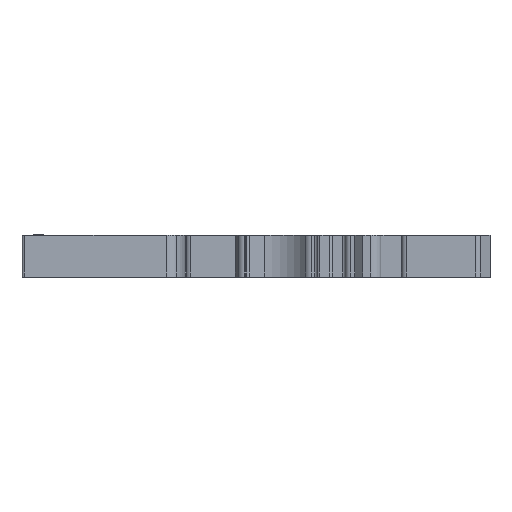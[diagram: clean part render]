
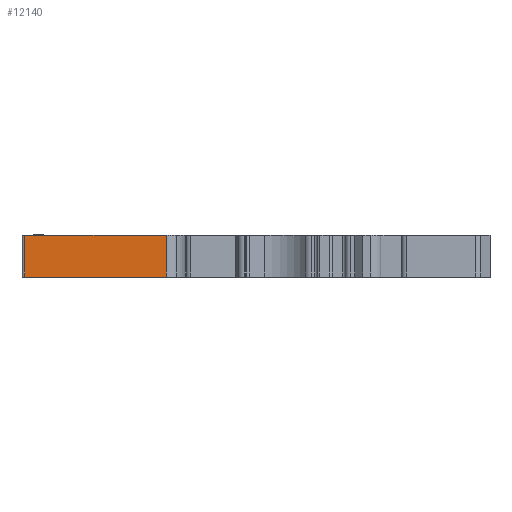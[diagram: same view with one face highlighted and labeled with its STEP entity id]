
A CAD part, front view. The second image highlights one B-rep face of the part: STEP entity #12140.
In plain terms, the highlighted planar face has unit normal (0, -1, 0).
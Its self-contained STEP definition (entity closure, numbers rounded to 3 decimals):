
#859=LINE('',#17257,#1852);
#860=LINE('',#17261,#1853);
#861=LINE('',#17263,#1854);
#862=LINE('',#17265,#1855);
#1852=VECTOR('',#14576,1000.);
#1853=VECTOR('',#14581,1000.);
#1854=VECTOR('',#14582,1000.);
#1855=VECTOR('',#14583,1000.);
#3709=ORIENTED_EDGE('',*,*,#5615,.F.);
#3710=ORIENTED_EDGE('',*,*,#5616,.F.);
#3711=ORIENTED_EDGE('',*,*,#5617,.T.);
#3712=ORIENTED_EDGE('',*,*,#5613,.T.);
#5613=EDGE_CURVE('',#6654,#6653,#859,.T.);
#5615=EDGE_CURVE('',#6655,#6653,#860,.T.);
#5616=EDGE_CURVE('',#6656,#6655,#861,.T.);
#5617=EDGE_CURVE('',#6656,#6654,#862,.T.);
#6653=VERTEX_POINT('',#17256);
#6654=VERTEX_POINT('',#17258);
#6655=VERTEX_POINT('',#17262);
#6656=VERTEX_POINT('',#17264);
#7514=EDGE_LOOP('',(#3709,#3710,#3711,#3712));
#8031=FACE_BOUND('',#7514,.T.);
#8452=PLANE('',#12764);
#12140=ADVANCED_FACE('',(#8031),#8452,.T.);
#12764=AXIS2_PLACEMENT_3D('',#17260,#14579,#14580);
#14576=DIRECTION('',(0.,0.,-1.));
#14579=DIRECTION('',(0.,-1.,0.));
#14580=DIRECTION('',(1.,0.,0.));
#14581=DIRECTION('',(-1.,0.,0.));
#14582=DIRECTION('',(0.,0.,-1.));
#14583=DIRECTION('',(-1.,0.,0.));
#17256=CARTESIAN_POINT('',(-42.802,-6.45,-4.05));
#17257=CARTESIAN_POINT('',(-42.802,-6.45,4.05));
#17258=CARTESIAN_POINT('',(-42.802,-6.45,4.05));
#17260=CARTESIAN_POINT('',(-15.433,-6.45,4.05));
#17261=CARTESIAN_POINT('',(0.,-6.45,-4.05));
#17262=CARTESIAN_POINT('',(-15.433,-6.45,-4.05));
#17263=CARTESIAN_POINT('',(-15.433,-6.45,4.05));
#17264=CARTESIAN_POINT('',(-15.433,-6.45,4.05));
#17265=CARTESIAN_POINT('',(-15.05,-6.45,4.05));
